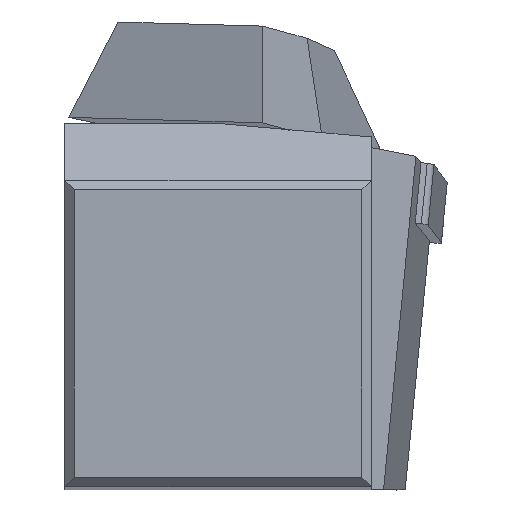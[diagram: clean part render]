
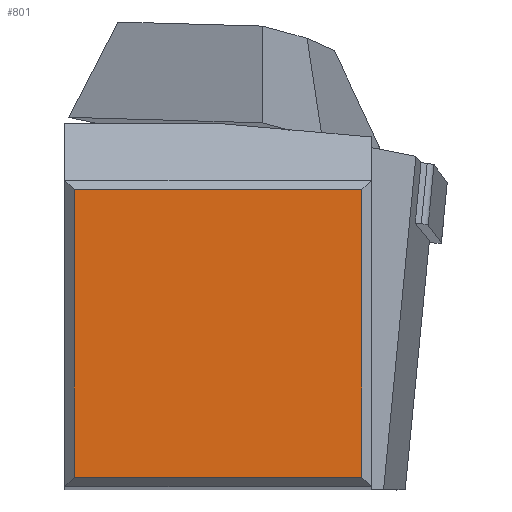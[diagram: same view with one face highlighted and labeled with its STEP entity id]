
A CAD part, top view. The second image highlights one B-rep face of the part: STEP entity #801.
In plain terms, the highlighted planar face has unit normal (0, 0, 1).
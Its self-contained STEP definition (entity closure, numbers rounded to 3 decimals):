
#112=DIRECTION('',(-1.,0.,0.));
#113=VECTOR('',#112,15.);
#114=CARTESIAN_POINT('',(15.5,15.5,0.));
#115=LINE('',#114,#113);
#119=DIRECTION('',(0.,1.,0.));
#120=VECTOR('',#119,15.);
#121=CARTESIAN_POINT('',(15.5,0.5,0.));
#122=LINE('',#121,#120);
#126=DIRECTION('',(1.,0.,0.));
#127=VECTOR('',#126,15.);
#128=CARTESIAN_POINT('',(0.5,0.5,0.));
#129=LINE('',#128,#127);
#133=DIRECTION('',(0.,-1.,0.));
#134=VECTOR('',#133,15.);
#135=CARTESIAN_POINT('',(0.5,15.5,0.));
#136=LINE('',#135,#134);
#702=CARTESIAN_POINT('',(15.5,15.5,0.));
#703=CARTESIAN_POINT('',(0.5,15.5,0.));
#704=VERTEX_POINT('',#702);
#705=VERTEX_POINT('',#703);
#706=CARTESIAN_POINT('',(0.5,0.5,0.));
#707=VERTEX_POINT('',#706);
#712=CARTESIAN_POINT('',(15.5,0.5,0.));
#713=VERTEX_POINT('',#712);
#786=CARTESIAN_POINT('',(0.,0.,0.));
#787=DIRECTION('',(0.,0.,-1.));
#788=DIRECTION('',(0.,1.,0.));
#789=AXIS2_PLACEMENT_3D('',#786,#787,#788);
#790=PLANE('',#789);
#792=ORIENTED_EDGE('',*,*,#791,.F.);
#794=ORIENTED_EDGE('',*,*,#793,.F.);
#796=ORIENTED_EDGE('',*,*,#795,.F.);
#798=ORIENTED_EDGE('',*,*,#797,.F.);
#799=EDGE_LOOP('',(#792,#794,#796,#798));
#800=FACE_OUTER_BOUND('',#799,.F.);
#791=EDGE_CURVE('',#704,#705,#115,.T.);
#793=EDGE_CURVE('',#713,#704,#122,.T.);
#795=EDGE_CURVE('',#707,#713,#129,.T.);
#797=EDGE_CURVE('',#705,#707,#136,.T.);
#801=ADVANCED_FACE('',(#800),#790,.F.);
